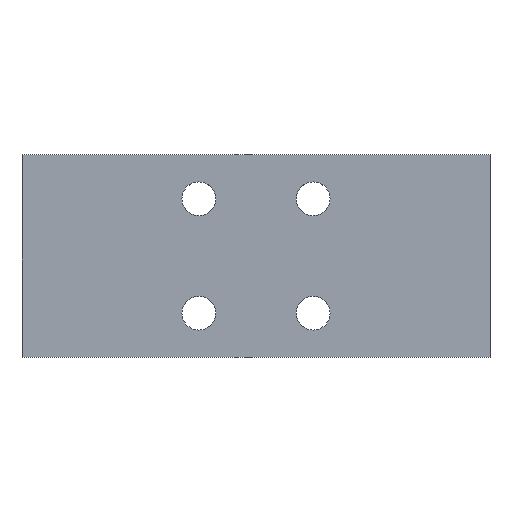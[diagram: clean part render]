
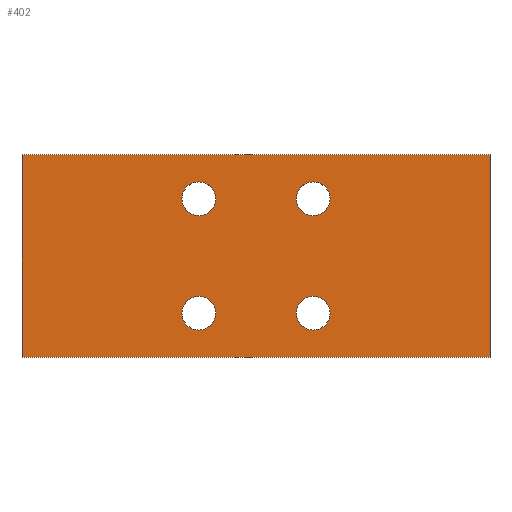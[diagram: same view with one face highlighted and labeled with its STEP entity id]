
A CAD part, top view. The second image highlights one B-rep face of the part: STEP entity #402.
In plain terms, the highlighted planar face has unit normal (0, 0, 1).
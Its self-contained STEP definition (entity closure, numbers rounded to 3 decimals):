
#3 = AXIS2_PLACEMENT_3D ( 'NONE', #247, #248, #249 ) ;
#10 = AXIS2_PLACEMENT_3D ( 'NONE', #325, #326, #327 ) ;
#13 = AXIS2_PLACEMENT_3D ( 'NONE', #309, #315, #316 ) ;
#17 = AXIS2_PLACEMENT_3D ( 'NONE', #321, #337, #338 ) ;
#18 = AXIS2_PLACEMENT_3D ( 'NONE', #329, #340, #341 ) ;
#19 = AXIS2_PLACEMENT_3D ( 'NONE', #339, #348, #349 ) ;
#21 = AXIS2_PLACEMENT_3D ( 'NONE', #353, #357, #358 ) ;
#30 = CIRCLE ( 'NONE', #18, 3.25 ) ;
#33 = FACE_BOUND ( 'NONE', #142, .T. ) ;
#36 = FACE_BOUND ( 'NONE', #107, .T. ) ;
#39 = CIRCLE ( 'NONE', #19, 3.25 ) ;
#40 = CIRCLE ( 'NONE', #21, 3.25 ) ;
#47 = VECTOR ( 'NONE', #360, 1000. ) ;
#48 = VECTOR ( 'NONE', #356, 1000. ) ;
#49 = LINE ( 'NONE', #355, #48 ) ;
#63 = CIRCLE ( 'NONE', #17, 3.25 ) ;
#65 = CIRCLE ( 'NONE', #10, 3.25 ) ;
#68 = CIRCLE ( 'NONE', #13, 3.25 ) ;
#74 = VECTOR ( 'NONE', #362, 1000. ) ;
#75 = LINE ( 'NONE', #361, #74 ) ;
#81 = FACE_OUTER_BOUND ( 'NONE', #132, .T. ) ;
#82 = FACE_BOUND ( 'NONE', #143, .T. ) ;
#88 = CIRCLE ( 'NONE', #490, 3.25 ) ;
#89 = CIRCLE ( 'NONE', #489, 3.25 ) ;
#101 = LINE ( 'NONE', #285, #204 ) ;
#105 = FACE_BOUND ( 'NONE', #109, .T. ) ;
#107 = EDGE_LOOP ( 'NONE', ( #113, #112 ) ) ;
#109 = EDGE_LOOP ( 'NONE', ( #145, #135 ) ) ;
#110 = ORIENTED_EDGE ( 'NONE', *, *, #482, .T. ) ;
#111 = ORIENTED_EDGE ( 'NONE', *, *, #480, .T. ) ;
#112 = ORIENTED_EDGE ( 'NONE', *, *, #474, .F. ) ;
#113 = ORIENTED_EDGE ( 'NONE', *, *, #469, .F. ) ;
#114 = ORIENTED_EDGE ( 'NONE', *, *, #473, .F. ) ;
#132 = EDGE_LOOP ( 'NONE', ( #134, #133, #111, #110 ) ) ;
#133 = ORIENTED_EDGE ( 'NONE', *, *, #483, .T. ) ;
#134 = ORIENTED_EDGE ( 'NONE', *, *, #455, .T. ) ;
#135 = ORIENTED_EDGE ( 'NONE', *, *, #477, .F. ) ;
#136 = ORIENTED_EDGE ( 'NONE', *, *, #481, .F. ) ;
#142 = EDGE_LOOP ( 'NONE', ( #136, #114 ) ) ;
#143 = EDGE_LOOP ( 'NONE', ( #147, #146 ) ) ;
#145 = ORIENTED_EDGE ( 'NONE', *, *, #464, .F. ) ;
#146 = ORIENTED_EDGE ( 'NONE', *, *, #451, .F. ) ;
#147 = ORIENTED_EDGE ( 'NONE', *, *, #450, .F. ) ;
#183 = LINE ( 'NONE', #359, #47 ) ;
#204 = VECTOR ( 'NONE', #299, 1000. ) ;
#244 = PLANE ( 'NONE',  #3 ) ;
#247 = CARTESIAN_POINT ( 'NONE',  ( 0., 0., 3. ) ) ;
#248 = DIRECTION ( 'NONE',  ( 0., 0., 1. ) ) ;
#249 = DIRECTION ( 'NONE',  ( 1., 0., 0. ) ) ;
#260 = CARTESIAN_POINT ( 'NONE',  ( 7.75, 11., 3. ) ) ;
#261 = CARTESIAN_POINT ( 'NONE',  ( -14.25, 11., 3. ) ) ;
#266 = CARTESIAN_POINT ( 'NONE',  ( -7.75, 11., 3. ) ) ;
#267 = CARTESIAN_POINT ( 'NONE',  ( -14.25, -11., 3. ) ) ;
#268 = CARTESIAN_POINT ( 'NONE',  ( -7.75, -11., 3. ) ) ;
#269 = CARTESIAN_POINT ( 'NONE',  ( 14.25, 11., 3. ) ) ;
#271 = CARTESIAN_POINT ( 'NONE',  ( 7.75, -11., 3. ) ) ;
#273 = CARTESIAN_POINT ( 'NONE',  ( 14.25, -11., 3. ) ) ;
#276 = CARTESIAN_POINT ( 'NONE',  ( 45., 19.5, 3. ) ) ;
#277 = CARTESIAN_POINT ( 'NONE',  ( -45., 19.5, 3. ) ) ;
#280 = CARTESIAN_POINT ( 'NONE',  ( 45., -19.5, 3. ) ) ;
#282 = CARTESIAN_POINT ( 'NONE',  ( -45., -19.5, 3. ) ) ;
#285 = CARTESIAN_POINT ( 'NONE',  ( 45., 19.5, 3. ) ) ;
#286 = CARTESIAN_POINT ( 'NONE',  ( 11., -11., 3. ) ) ;
#287 = DIRECTION ( 'NONE',  ( 0., 0., 1. ) ) ;
#288 = DIRECTION ( 'NONE',  ( 1., 0., 0. ) ) ;
#289 = CARTESIAN_POINT ( 'NONE',  ( 11., -11., 3. ) ) ;
#290 = DIRECTION ( 'NONE',  ( 0., 0., 1. ) ) ;
#291 = DIRECTION ( 'NONE',  ( 1., 0., 0. ) ) ;
#299 = DIRECTION ( 'NONE',  ( -1., 0., 0. ) ) ;
#309 = CARTESIAN_POINT ( 'NONE',  ( -11., -11., 3. ) ) ;
#315 = DIRECTION ( 'NONE',  ( 0., 0., 1. ) ) ;
#316 = DIRECTION ( 'NONE',  ( 1., 0., 0. ) ) ;
#321 = CARTESIAN_POINT ( 'NONE',  ( -11., 11., 3. ) ) ;
#325 = CARTESIAN_POINT ( 'NONE',  ( 11., 11., 3. ) ) ;
#326 = DIRECTION ( 'NONE',  ( 0., 0., 1. ) ) ;
#327 = DIRECTION ( 'NONE',  ( 1., 0., 0. ) ) ;
#329 = CARTESIAN_POINT ( 'NONE',  ( 11., 11., 3. ) ) ;
#337 = DIRECTION ( 'NONE',  ( 0., 0., 1. ) ) ;
#338 = DIRECTION ( 'NONE',  ( 1., 0., 0. ) ) ;
#339 = CARTESIAN_POINT ( 'NONE',  ( -11., -11., 3. ) ) ;
#340 = DIRECTION ( 'NONE',  ( 0., 0., 1. ) ) ;
#341 = DIRECTION ( 'NONE',  ( 1., 0., 0. ) ) ;
#348 = DIRECTION ( 'NONE',  ( 0., 0., 1. ) ) ;
#349 = DIRECTION ( 'NONE',  ( 1., 0., 0. ) ) ;
#353 = CARTESIAN_POINT ( 'NONE',  ( -11., 11., 3. ) ) ;
#355 = CARTESIAN_POINT ( 'NONE',  ( -45., -19.5, 3. ) ) ;
#356 = DIRECTION ( 'NONE',  ( 1., 0., 0. ) ) ;
#357 = DIRECTION ( 'NONE',  ( 0., 0., 1. ) ) ;
#358 = DIRECTION ( 'NONE',  ( 1., 0., 0. ) ) ;
#359 = CARTESIAN_POINT ( 'NONE',  ( 45., -19.5, 3. ) ) ;
#360 = DIRECTION ( 'NONE',  ( 0., 1., 0. ) ) ;
#361 = CARTESIAN_POINT ( 'NONE',  ( -45., 19.5, 3. ) ) ;
#362 = DIRECTION ( 'NONE',  ( 0., -1., 0. ) ) ;
#402 = ADVANCED_FACE ( 'NONE', ( #33, #36, #82, #105, #81 ), #244, .T. ) ;
#409 = VERTEX_POINT ( 'NONE', #261 ) ;
#410 = VERTEX_POINT ( 'NONE', #260 ) ;
#413 = VERTEX_POINT ( 'NONE', #266 ) ;
#414 = VERTEX_POINT ( 'NONE', #267 ) ;
#415 = VERTEX_POINT ( 'NONE', #268 ) ;
#416 = VERTEX_POINT ( 'NONE', #269 ) ;
#419 = VERTEX_POINT ( 'NONE', #271 ) ;
#421 = VERTEX_POINT ( 'NONE', #273 ) ;
#424 = VERTEX_POINT ( 'NONE', #276 ) ;
#425 = VERTEX_POINT ( 'NONE', #277 ) ;
#428 = VERTEX_POINT ( 'NONE', #280 ) ;
#430 = VERTEX_POINT ( 'NONE', #282 ) ;
#450 = EDGE_CURVE ( 'NONE', #419, #421, #89, .T. ) ;
#451 = EDGE_CURVE ( 'NONE', #421, #419, #88, .T. ) ;
#455 = EDGE_CURVE ( 'NONE', #424, #425, #101, .T. ) ;
#464 = EDGE_CURVE ( 'NONE', #414, #415, #68, .T. ) ;
#469 = EDGE_CURVE ( 'NONE', #410, #416, #65, .T. ) ;
#473 = EDGE_CURVE ( 'NONE', #413, #409, #63, .T. ) ;
#474 = EDGE_CURVE ( 'NONE', #416, #410, #30, .T. ) ;
#477 = EDGE_CURVE ( 'NONE', #415, #414, #39, .T. ) ;
#480 = EDGE_CURVE ( 'NONE', #430, #428, #49, .T. ) ;
#481 = EDGE_CURVE ( 'NONE', #409, #413, #40, .T. ) ;
#482 = EDGE_CURVE ( 'NONE', #428, #424, #183, .T. ) ;
#483 = EDGE_CURVE ( 'NONE', #425, #430, #75, .T. ) ;
#489 = AXIS2_PLACEMENT_3D ( 'NONE', #286, #287, #288 ) ;
#490 = AXIS2_PLACEMENT_3D ( 'NONE', #289, #290, #291 ) ;
